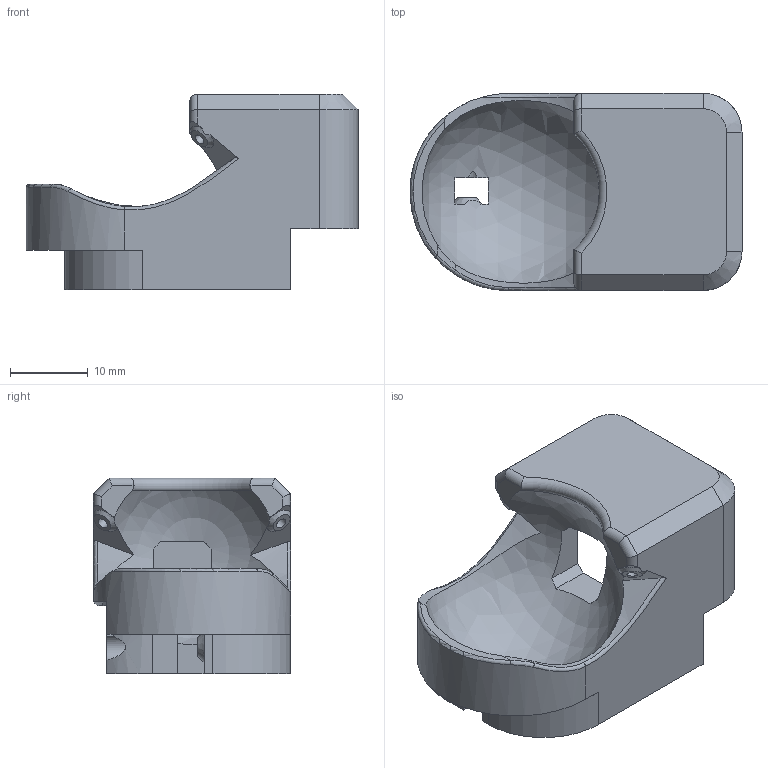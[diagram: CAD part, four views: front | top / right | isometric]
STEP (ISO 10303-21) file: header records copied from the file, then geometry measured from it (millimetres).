
FILE_DESCRIPTION(/* description */ (''),/* implementation_level */ '2;1');
FILE_NAME(/* name */ 'TRACKBALL_CASE.step',/* time_stamp */ '2025-07-23T17:47:25+09:00',/* author */ (''),/* organization */ (''),/* preprocessor_version */ 'ST-DEVELOPER v20.1',/* originating_system */ 'Autodesk Translation Framework v14.10.0.0',/* authorisation */ '');
FILE_SCHEMA (('AUTOMOTIVE_DESIGN { 1 0 10303 214 3 1 1 }'));
Length unit declared in the file: millimetre
Products named in the file (2): 2025-07-23-17-47-25-673; 2025-07-23-17-47-25-676
Assembly tree (1 placements, depth 2):
  2025-07-23-17-47-25-673
    2025-07-23-17-47-25-676
Bounding box: 42.8 x 25.4 x 25.24 mm (x, y, z)
Volume: 8610.3 mm3; surface area: 6035.9 mm2
Topology: 1 solids, 1 shells, 116 faces, 322 edges, 210 vertices
Faces by surface type: plane 69, cylinder 28, bspline 12, cone 4, torus 2, sphere 1
Full cylindrical faces by diameter (mm): 1.4 x3, 3.4 x1, 6.1 x2
Entity records: 4986 total; most frequent: CARTESIAN_POINT 2028, ORIENTED_EDGE 644, DIRECTION 566, EDGE_CURVE 322, VERTEX_POINT 210, AXIS2_PLACEMENT_3D 193, LINE 180, VECTOR 180
